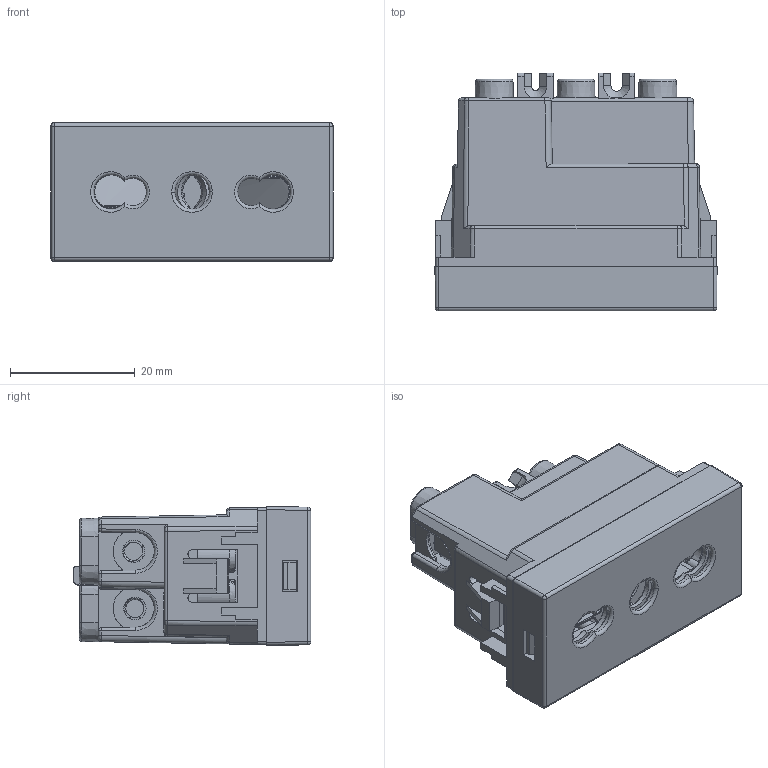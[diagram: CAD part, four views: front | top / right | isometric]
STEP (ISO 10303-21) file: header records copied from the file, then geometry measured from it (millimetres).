
FILE_DESCRIPTION((''),'2;1');
FILE_NAME('MATIX-GO2_ASM_6_ASM','2023-11-13T',('admin'),(''),'PRO/ENGINEER BY PARAMETRIC TECHNOLOGY CORPORATION, 2012480','PRO/ENGINEER BY PARAMETRIC TECHNOLOGY CORPORATION, 2012480','');
FILE_SCHEMA(('CONFIG_CONTROL_DESIGN'));
Products named in the file (15): MATIX-GO-DI_30; MATIX-GO_9; DP16012_AF0_13_1_1; PRT0030; PRT0031; _____-___ASM_1_ASM_1_ASM; PRT0032; PRT0033; PRT0034; ASM0013_ASM; PRT0035; M356_4; LK40207050_3; ASM0014_ASM; MATIX-GO2_ASM_6_ASM
Assembly tree (15 placements, depth 3):
  MATIX-GO2_ASM_6_ASM
    MATIX-GO-DI_30
    MATIX-GO_9
    _____-___ASM_1_ASM_1_ASM
      DP16012_AF0_13_1_1
      PRT0030
      PRT0031
    ASM0013_ASM
      PRT0032
      PRT0033
      PRT0034
    ASM0014_ASM  x2
      PRT0035
      M356_4
      LK40207050_3
Bounding box: 45.2 x 38.1 x 22.2 mm (x, y, z)
Volume: 12607 mm3; surface area: 22670.1 mm2
Topology: 11 solids, 13 shells, 2332 faces, 6627 edges, 4301 vertices
Faces by surface type: plane 1287, cylinder 552, bspline 221, extrusion 117, cone 77, sphere 46, torus 32
Entity records: 78845 total; most frequent: CARTESIAN_POINT 27522, ORIENTED_EDGE 11500, DIRECTION 9373, EDGE_CURVE 5750, VERTEX_POINT 3754, VECTOR 3737, LINE 3620, AXIS2_PLACEMENT_3D 2818
